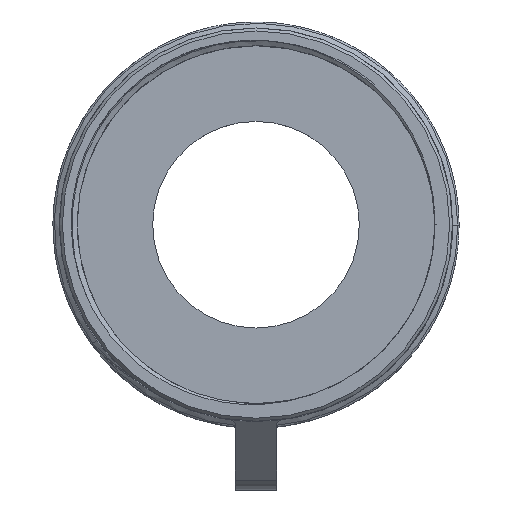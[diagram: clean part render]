
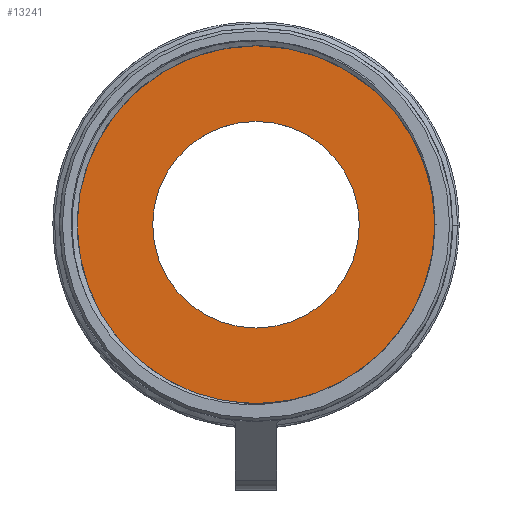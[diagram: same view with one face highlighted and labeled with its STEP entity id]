
A CAD part, top view. The second image highlights one B-rep face of the part: STEP entity #13241.
In plain terms, the highlighted planar face has unit normal (0, 0, 1).
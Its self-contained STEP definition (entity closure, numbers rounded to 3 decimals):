
#12187 = CYLINDRICAL_SURFACE('',#12188,17.5);
#12188 = AXIS2_PLACEMENT_3D('',#12189,#12190,#12191);
#12189 = CARTESIAN_POINT('',(0.,0.,-3.)
  );
#12190 = DIRECTION('',(0.,0.,1.));
#12191 = DIRECTION('',(0.,1.,0.));
#12698 = VERTEX_POINT('',#12699);
#12699 = CARTESIAN_POINT('',(0.,17.5,0.
    ));
#12720 = EDGE_CURVE('',#12698,#12698,#12721,.T.);
#12721 = SURFACE_CURVE('',#12722,(#12727,#12734),.PCURVE_S1.);
#12722 = CIRCLE('',#12723,17.5);
#12723 = AXIS2_PLACEMENT_3D('',#12724,#12725,#12726);
#12724 = CARTESIAN_POINT('',(0.,0.,
    0.));
#12725 = DIRECTION('',(0.,0.,-1.));
#12726 = DIRECTION('',(0.,1.,0.));
#12727 = PCURVE('',#12187,#12728);
#12728 = DEFINITIONAL_REPRESENTATION('',(#12729),#12733);
#12729 = LINE('',#12730,#12731);
#12730 = CARTESIAN_POINT('',(-0.,3.));
#12731 = VECTOR('',#12732,1.);
#12732 = DIRECTION('',(-1.,0.));
#12733 = ( GEOMETRIC_REPRESENTATION_CONTEXT(2) 
PARAMETRIC_REPRESENTATION_CONTEXT() REPRESENTATION_CONTEXT('2D SPACE',''
  ) );
#12734 = PCURVE('',#12735,#12740);
#12735 = PLANE('',#12736);
#12736 = AXIS2_PLACEMENT_3D('',#12737,#12738,#12739);
#12737 = CARTESIAN_POINT('',(0.,0.,
    0.));
#12738 = DIRECTION('',(0.,0.,-1.));
#12739 = DIRECTION('',(0.,1.,0.));
#12740 = DEFINITIONAL_REPRESENTATION('',(#12741),#12745);
#12741 = CIRCLE('',#12742,17.5);
#12742 = AXIS2_PLACEMENT_2D('',#12743,#12744);
#12743 = CARTESIAN_POINT('',(0.,0.));
#12744 = DIRECTION('',(1.,0.));
#12745 = ( GEOMETRIC_REPRESENTATION_CONTEXT(2) 
PARAMETRIC_REPRESENTATION_CONTEXT() REPRESENTATION_CONTEXT('2D SPACE',''
  ) );
#13241 = ADVANCED_FACE('',(#13242,#13245),#12735,.F.);
#13242 = FACE_BOUND('',#13243,.T.);
#13243 = EDGE_LOOP('',(#13244));
#13244 = ORIENTED_EDGE('',*,*,#12720,.T.);
#13245 = FACE_BOUND('',#13246,.T.);
#13246 = EDGE_LOOP('',(#13247,#13278));
#13247 = ORIENTED_EDGE('',*,*,#13248,.F.);
#13248 = EDGE_CURVE('',#13249,#13251,#13253,.T.);
#13249 = VERTEX_POINT('',#13250);
#13250 = CARTESIAN_POINT('',(0.,30.3,0.
    ));
#13251 = VERTEX_POINT('',#13252);
#13252 = CARTESIAN_POINT('',(30.3,0.,
    0.));
#13253 = SURFACE_CURVE('',#13254,(#13259,#13266),.PCURVE_S1.);
#13254 = CIRCLE('',#13255,30.3);
#13255 = AXIS2_PLACEMENT_3D('',#13256,#13257,#13258);
#13256 = CARTESIAN_POINT('',(0.,0.,
    0.));
#13257 = DIRECTION('',(0.,0.,-1.));
#13258 = DIRECTION('',(0.,1.,0.));
#13259 = PCURVE('',#12735,#13260);
#13260 = DEFINITIONAL_REPRESENTATION('',(#13261),#13265);
#13261 = CIRCLE('',#13262,30.3);
#13262 = AXIS2_PLACEMENT_2D('',#13263,#13264);
#13263 = CARTESIAN_POINT('',(0.,0.));
#13264 = DIRECTION('',(1.,0.));
#13265 = ( GEOMETRIC_REPRESENTATION_CONTEXT(2) 
PARAMETRIC_REPRESENTATION_CONTEXT() REPRESENTATION_CONTEXT('2D SPACE',''
  ) );
#13266 = PCURVE('',#13267,#13272);
#13267 = CYLINDRICAL_SURFACE('',#13268,30.3);
#13268 = AXIS2_PLACEMENT_3D('',#13269,#13270,#13271);
#13269 = CARTESIAN_POINT('',(0.,0.,
    0.));
#13270 = DIRECTION('',(0.,0.,1.));
#13271 = DIRECTION('',(0.,1.,0.));
#13272 = DEFINITIONAL_REPRESENTATION('',(#13273),#13277);
#13273 = LINE('',#13274,#13275);
#13274 = CARTESIAN_POINT('',(-0.,0.));
#13275 = VECTOR('',#13276,1.);
#13276 = DIRECTION('',(-1.,0.));
#13277 = ( GEOMETRIC_REPRESENTATION_CONTEXT(2) 
PARAMETRIC_REPRESENTATION_CONTEXT() REPRESENTATION_CONTEXT('2D SPACE',''
  ) );
#13278 = ORIENTED_EDGE('',*,*,#13279,.F.);
#13279 = EDGE_CURVE('',#13251,#13249,#13280,.T.);
#13280 = SURFACE_CURVE('',#13281,(#13286,#13293),.PCURVE_S1.);
#13281 = CIRCLE('',#13282,30.3);
#13282 = AXIS2_PLACEMENT_3D('',#13283,#13284,#13285);
#13283 = CARTESIAN_POINT('',(0.,0.,
    0.));
#13284 = DIRECTION('',(0.,0.,-1.));
#13285 = DIRECTION('',(0.,1.,0.));
#13286 = PCURVE('',#12735,#13287);
#13287 = DEFINITIONAL_REPRESENTATION('',(#13288),#13292);
#13288 = CIRCLE('',#13289,30.3);
#13289 = AXIS2_PLACEMENT_2D('',#13290,#13291);
#13290 = CARTESIAN_POINT('',(0.,0.));
#13291 = DIRECTION('',(1.,0.));
#13292 = ( GEOMETRIC_REPRESENTATION_CONTEXT(2) 
PARAMETRIC_REPRESENTATION_CONTEXT() REPRESENTATION_CONTEXT('2D SPACE',''
  ) );
#13293 = PCURVE('',#13294,#13299);
#13294 = CYLINDRICAL_SURFACE('',#13295,30.3);
#13295 = AXIS2_PLACEMENT_3D('',#13296,#13297,#13298);
#13296 = CARTESIAN_POINT('',(0.,0.,
    0.));
#13297 = DIRECTION('',(0.,0.,1.));
#13298 = DIRECTION('',(0.,1.,0.));
#13299 = DEFINITIONAL_REPRESENTATION('',(#13300),#13304);
#13300 = LINE('',#13301,#13302);
#13301 = CARTESIAN_POINT('',(-0.,0.));
#13302 = VECTOR('',#13303,1.);
#13303 = DIRECTION('',(-1.,0.));
#13304 = ( GEOMETRIC_REPRESENTATION_CONTEXT(2) 
PARAMETRIC_REPRESENTATION_CONTEXT() REPRESENTATION_CONTEXT('2D SPACE',''
  ) );
